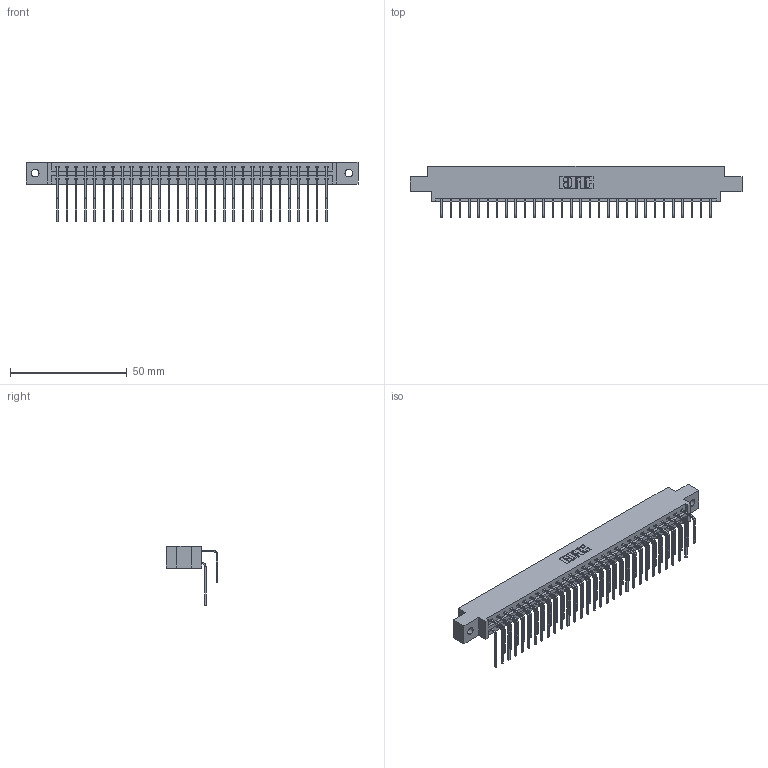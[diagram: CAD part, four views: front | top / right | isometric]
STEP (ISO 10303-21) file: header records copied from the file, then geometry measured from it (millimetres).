
FILE_DESCRIPTION (( 'STEP AP203' ), '1' );
FILE_NAME ('337-060-558-802.STEP', '2018-08-10T08:58:52', ( '' ), ( '' ), 'SwSTEP 2.0', 'SolidWorks 2016', '' );
FILE_SCHEMA (( 'CONFIG_CONTROL_DESIGN' ));
Length unit declared in the file: inch
Products named in the file (4): 337 Part_0.170 Offset - 0.128 Dia; 345-292-001_558 559 Tail - 1; 345-292-001_558 Tail - 2; 337-060-558-802
Assembly tree (61 placements, depth 2):
  337-060-558-802
    337 Part_0.170 Offset - 0.128 Dia
    345-292-001_558 559 Tail - 1  x30
    345-292-001_558 Tail - 2  x30
Bounding box: 141.88 x 22.17 x 25.53 mm (x, y, z)
Volume: 14985.1 mm3; surface area: 18397.2 mm2
Topology: 61 solids, 61 shells, 3478 faces, 10343 edges, 6814 vertices
Faces by surface type: plane 2474, cylinder 1004
Entity records: 26731 total; most frequent: CARTESIAN_POINT 4561, ORIENTED_EDGE 4446, DIRECTION 3883, EDGE_CURVE 2223, VECTOR 2055, LINE 2055, VERTEX_POINT 1478, AXIS2_PLACEMENT_3D 914
